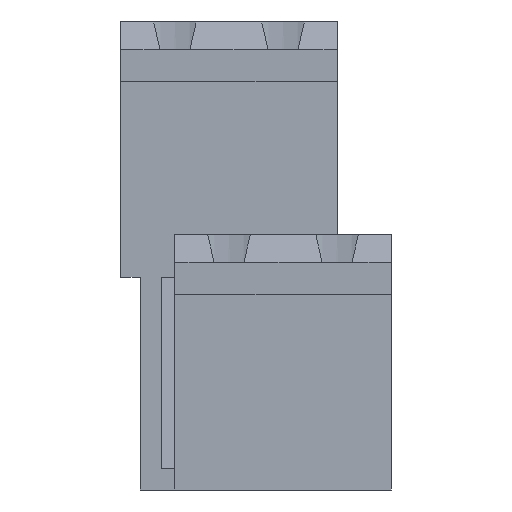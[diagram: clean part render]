
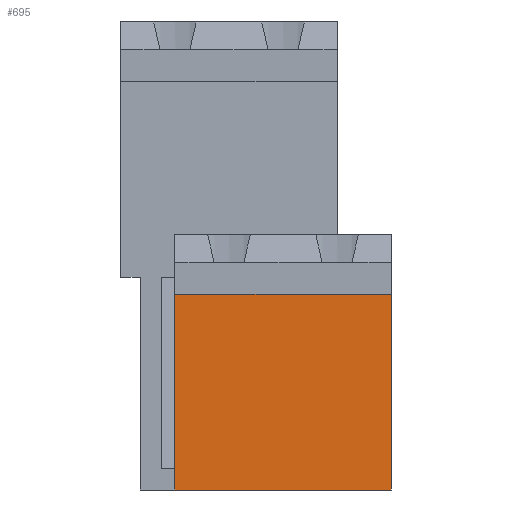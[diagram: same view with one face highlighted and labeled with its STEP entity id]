
A CAD part, front view. The second image highlights one B-rep face of the part: STEP entity #695.
In plain terms, the highlighted planar face has unit normal (0, -1, 0).
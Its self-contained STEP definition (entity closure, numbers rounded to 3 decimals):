
#695 = ADVANCED_FACE( '', ( #1381 ), #1382, .F. );
#1381 = FACE_OUTER_BOUND( '', #2067, .T. );
#1382 = PLANE( '', #2068 );
#2067 = EDGE_LOOP( '', ( #3980, #3981, #3982, #3983 ) );
#2068 = AXIS2_PLACEMENT_3D( '', #3984, #3985, #3986 );
#3980 = ORIENTED_EDGE( '', *, *, #4323, .F. );
#3981 = ORIENTED_EDGE( '', *, *, #4848, .F. );
#3982 = ORIENTED_EDGE( '', *, *, #4353, .F. );
#3983 = ORIENTED_EDGE( '', *, *, #4411, .F. );
#3984 = CARTESIAN_POINT( '', ( 0., -18.85, 0. ) );
#3985 = DIRECTION( '', ( 0., 1., 0. ) );
#3986 = DIRECTION( '', ( 0., 0., 1. ) );
#4323 = EDGE_CURVE( '', #5204, #5206, #5207, .T. );
#4353 = EDGE_CURVE( '', #5260, #5262, #5263, .T. );
#4411 = EDGE_CURVE( '', #5206, #5260, #5360, .T. );
#4848 = EDGE_CURVE( '', #5262, #5204, #6037, .T. );
#5204 = VERTEX_POINT( '', #6486 );
#5206 = VERTEX_POINT( '', #6489 );
#5207 = LINE( '', #6490, #6491 );
#5260 = VERTEX_POINT( '', #6570 );
#5262 = VERTEX_POINT( '', #6573 );
#5263 = LINE( '', #6574, #6575 );
#5360 = LINE( '', #6716, #6717 );
#6037 = LINE( '', #7703, #7704 );
#6486 = CARTESIAN_POINT( '', ( -2.54, -18.85, -11. ) );
#6489 = CARTESIAN_POINT( '', ( -2.54, -18.85, -1.8 ) );
#6490 = CARTESIAN_POINT( '', ( -2.54, -18.85, -11. ) );
#6491 = VECTOR( '', #8174, 1000. );
#6570 = CARTESIAN_POINT( '', ( 7.62, -18.85, -1.8 ) );
#6573 = CARTESIAN_POINT( '', ( 7.62, -18.85, -11. ) );
#6574 = CARTESIAN_POINT( '', ( 7.62, -18.85, -1.8 ) );
#6575 = VECTOR( '', #8202, 1000. );
#6716 = CARTESIAN_POINT( '', ( -2.54, -18.85, -1.8 ) );
#6717 = VECTOR( '', #8253, 1000. );
#7703 = CARTESIAN_POINT( '', ( 7.62, -18.85, -11. ) );
#7704 = VECTOR( '', #8662, 1000. );
#8174 = DIRECTION( '', ( 0., 0., 1. ) );
#8202 = DIRECTION( '', ( 0., 0., -1. ) );
#8253 = DIRECTION( '', ( 1., 0., 0. ) );
#8662 = DIRECTION( '', ( -1., 0., 0. ) );
